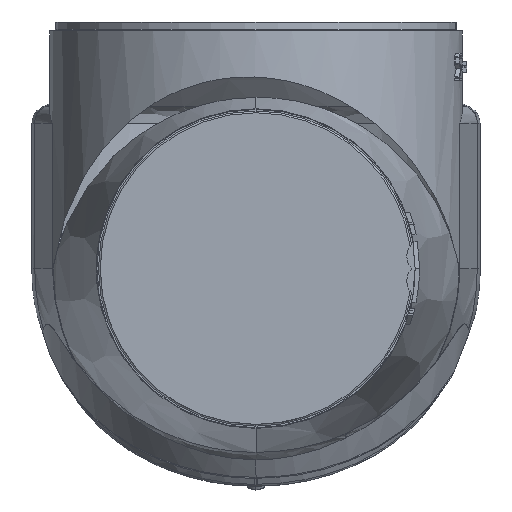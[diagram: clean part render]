
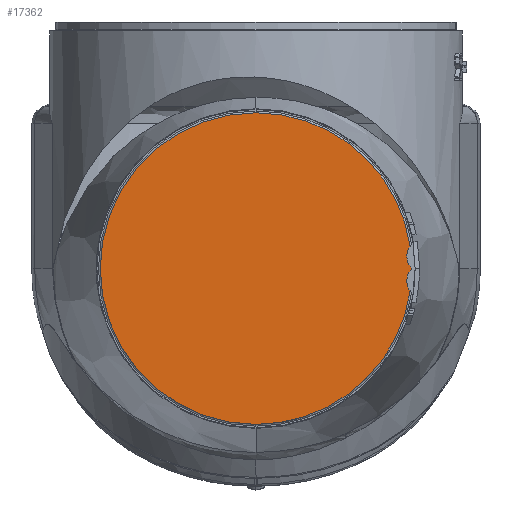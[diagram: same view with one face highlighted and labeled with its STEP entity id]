
A CAD part, front view. The second image highlights one B-rep face of the part: STEP entity #17362.
In plain terms, the highlighted planar face has unit normal (0, -1, 0).
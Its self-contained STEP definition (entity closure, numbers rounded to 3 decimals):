
#420 = CIRCLE ( 'NONE', #8717, 69.5 ) ;
#515 = CIRCLE ( 'NONE', #15464, 69.5 ) ;
#521 = ORIENTED_EDGE ( 'NONE', *, *, #10377, .T. ) ;
#775 = CIRCLE ( 'NONE', #17683, 67.5 ) ;
#896 = CARTESIAN_POINT ( 'NONE',  ( 0., -156., 0. ) ) ;
#920 = DIRECTION ( 'NONE',  ( 0., 0., 1. ) ) ;
#1159 = VERTEX_POINT ( 'NONE', #14619 ) ;
#1210 = DIRECTION ( 'NONE',  ( 0., 0., 1. ) ) ;
#1656 = ORIENTED_EDGE ( 'NONE', *, *, #17629, .T. ) ;
#1724 = EDGE_LOOP ( 'NONE', ( #521, #14271, #4544, #1656, #6043, #3129, #7008, #14263, #14633, #5676 ) ) ;
#1891 = CIRCLE ( 'NONE', #2847, 69.5 ) ;
#2646 = DIRECTION ( 'NONE',  ( 0., -1., 0. ) ) ;
#2740 = DIRECTION ( 'NONE',  ( 0., -1., 0. ) ) ;
#2847 = AXIS2_PLACEMENT_3D ( 'NONE', #13193, #2740, #14560 ) ;
#3063 = CARTESIAN_POINT ( 'NONE',  ( 67.304, -156., 5.145 ) ) ;
#3071 = CARTESIAN_POINT ( 'NONE',  ( 74.309, -156., 5.337 ) ) ;
#3129 = ORIENTED_EDGE ( 'NONE', *, *, #15407, .T. ) ;
#3642 = AXIS2_PLACEMENT_3D ( 'NONE', #896, #11249, #12732 ) ;
#4544 = ORIENTED_EDGE ( 'NONE', *, *, #17170, .T. ) ;
#5028 = DIRECTION ( 'NONE',  ( 0., -1., 0. ) ) ;
#5161 = CARTESIAN_POINT ( 'NONE',  ( 0., -156., 0. ) ) ;
#5676 = ORIENTED_EDGE ( 'NONE', *, *, #7886, .T. ) ;
#5769 = DIRECTION ( 'NONE',  ( 0., -1., 0. ) ) ;
#6043 = ORIENTED_EDGE ( 'NONE', *, *, #13372, .T. ) ;
#6165 = EDGE_CURVE ( 'NONE', #13527, #8329, #775, .T. ) ;
#6236 = FACE_OUTER_BOUND ( 'NONE', #1724, .T. ) ;
#6743 = DIRECTION ( 'NONE',  ( 0., 1., 0. ) ) ;
#6775 = DIRECTION ( 'NONE',  ( 0., 1., 0. ) ) ;
#6874 = DIRECTION ( 'NONE',  ( 0., 0., 1. ) ) ;
#6969 = CARTESIAN_POINT ( 'NONE',  ( 74.283, -156., -5.678 ) ) ;
#7008 = ORIENTED_EDGE ( 'NONE', *, *, #9268, .T. ) ;
#7378 = CIRCLE ( 'NONE', #16886, 7. ) ;
#7385 = CARTESIAN_POINT ( 'NONE',  ( 74.309, -156., -5.337 ) ) ;
#7520 = DIRECTION ( 'NONE',  ( 0., 0., -1. ) ) ;
#7886 = EDGE_CURVE ( 'NONE', #8329, #15461, #9087, .T. ) ;
#8329 = VERTEX_POINT ( 'NONE', #3063 ) ;
#8548 = VERTEX_POINT ( 'NONE', #18459 ) ;
#8590 = CIRCLE ( 'NONE', #12262, 67.5 ) ;
#8655 = DIRECTION ( 'NONE',  ( 0., -1., 0. ) ) ;
#8717 = AXIS2_PLACEMENT_3D ( 'NONE', #15172, #16599, #12854 ) ;
#9027 = CIRCLE ( 'NONE', #15118, 7. ) ;
#9036 = DIRECTION ( 'NONE',  ( 0., 0., -1. ) ) ;
#9087 = CIRCLE ( 'NONE', #9664, 7. ) ;
#9184 = AXIS2_PLACEMENT_3D ( 'NONE', #3071, #16631, #9036 ) ;
#9268 = EDGE_CURVE ( 'NONE', #16890, #16588, #1891, .T. ) ;
#9664 = AXIS2_PLACEMENT_3D ( 'NONE', #11109, #6743, #6874 ) ;
#9732 = CARTESIAN_POINT ( 'NONE',  ( 0., -156., 69.5 ) ) ;
#9775 = PLANE ( 'NONE',  #3642 ) ;
#9803 = AXIS2_PLACEMENT_3D ( 'NONE', #5161, #5028, #15338 ) ;
#9858 = EDGE_CURVE ( 'NONE', #16588, #13527, #17399, .T. ) ;
#10032 = EDGE_CURVE ( 'NONE', #10055, #8548, #16930, .T. ) ;
#10055 = VERTEX_POINT ( 'NONE', #9732 ) ;
#10377 = EDGE_CURVE ( 'NONE', #15461, #10055, #515, .T. ) ;
#10489 = CARTESIAN_POINT ( 'NONE',  ( 69.5, -156., -0.25 ) ) ;
#11109 = CARTESIAN_POINT ( 'NONE',  ( 74.283, -156., 5.678 ) ) ;
#11249 = DIRECTION ( 'NONE',  ( 0., 1., 0. ) ) ;
#11935 = DIRECTION ( 'NONE',  ( 0., 1., 0. ) ) ;
#12262 = AXIS2_PLACEMENT_3D ( 'NONE', #14289, #2646, #17443 ) ;
#12732 = DIRECTION ( 'NONE',  ( 0., 0., 1. ) ) ;
#12854 = DIRECTION ( 'NONE',  ( 0., 0., 1. ) ) ;
#13193 = CARTESIAN_POINT ( 'NONE',  ( 0., -156., 0. ) ) ;
#13224 = CARTESIAN_POINT ( 'NONE',  ( 0., -156., 0. ) ) ;
#13372 = EDGE_CURVE ( 'NONE', #14853, #15849, #8590, .T. ) ;
#13527 = VERTEX_POINT ( 'NONE', #13612 ) ;
#13612 = CARTESIAN_POINT ( 'NONE',  ( 67.327, -156., 4.835 ) ) ;
#14263 = ORIENTED_EDGE ( 'NONE', *, *, #9858, .T. ) ;
#14271 = ORIENTED_EDGE ( 'NONE', *, *, #10032, .T. ) ;
#14289 = CARTESIAN_POINT ( 'NONE',  ( 0., -156., 0. ) ) ;
#14464 = DIRECTION ( 'NONE',  ( 0., 0., 1. ) ) ;
#14560 = DIRECTION ( 'NONE',  ( 0., 0., 1. ) ) ;
#14619 = CARTESIAN_POINT ( 'NONE',  ( 68.777, -156., -10. ) ) ;
#14633 = ORIENTED_EDGE ( 'NONE', *, *, #6165, .T. ) ;
#14853 = VERTEX_POINT ( 'NONE', #15085 ) ;
#15085 = CARTESIAN_POINT ( 'NONE',  ( 67.304, -156., -5.145 ) ) ;
#15118 = AXIS2_PLACEMENT_3D ( 'NONE', #7385, #11935, #7520 ) ;
#15172 = CARTESIAN_POINT ( 'NONE',  ( 0., -156., 0. ) ) ;
#15338 = DIRECTION ( 'NONE',  ( 0., 0., 1. ) ) ;
#15407 = EDGE_CURVE ( 'NONE', #15849, #16890, #9027, .T. ) ;
#15461 = VERTEX_POINT ( 'NONE', #16334 ) ;
#15464 = AXIS2_PLACEMENT_3D ( 'NONE', #13224, #5769, #14464 ) ;
#15488 = CARTESIAN_POINT ( 'NONE',  ( 67.327, -156., -4.835 ) ) ;
#15849 = VERTEX_POINT ( 'NONE', #15488 ) ;
#16334 = CARTESIAN_POINT ( 'NONE',  ( 68.777, -156., 10. ) ) ;
#16588 = VERTEX_POINT ( 'NONE', #18689 ) ;
#16599 = DIRECTION ( 'NONE',  ( 0., -1., 0. ) ) ;
#16631 = DIRECTION ( 'NONE',  ( 0., 1., 0. ) ) ;
#16886 = AXIS2_PLACEMENT_3D ( 'NONE', #6969, #6775, #920 ) ;
#16890 = VERTEX_POINT ( 'NONE', #10489 ) ;
#16930 = CIRCLE ( 'NONE', #9803, 69.5 ) ;
#17170 = EDGE_CURVE ( 'NONE', #8548, #1159, #420, .T. ) ;
#17362 = ADVANCED_FACE ( 'NONE', ( #6236 ), #9775, .F. ) ;
#17399 = CIRCLE ( 'NONE', #9184, 7. ) ;
#17434 = CARTESIAN_POINT ( 'NONE',  ( 0., -156., 0. ) ) ;
#17443 = DIRECTION ( 'NONE',  ( 0., 0., 1. ) ) ;
#17629 = EDGE_CURVE ( 'NONE', #1159, #14853, #7378, .T. ) ;
#17683 = AXIS2_PLACEMENT_3D ( 'NONE', #17434, #8655, #1210 ) ;
#18459 = CARTESIAN_POINT ( 'NONE',  ( 0., -156., -69.5 ) ) ;
#18689 = CARTESIAN_POINT ( 'NONE',  ( 69.5, -156., 0.25 ) ) ;
